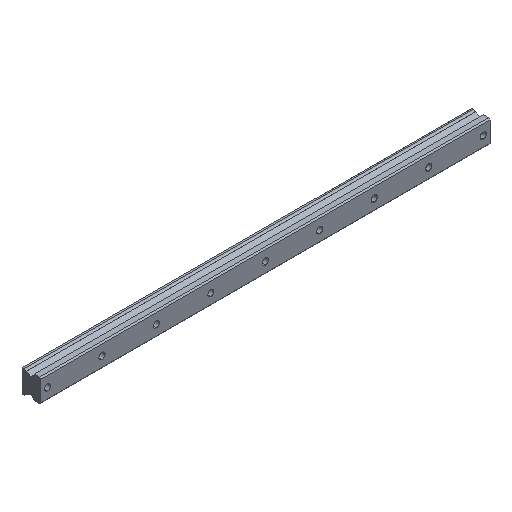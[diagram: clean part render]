
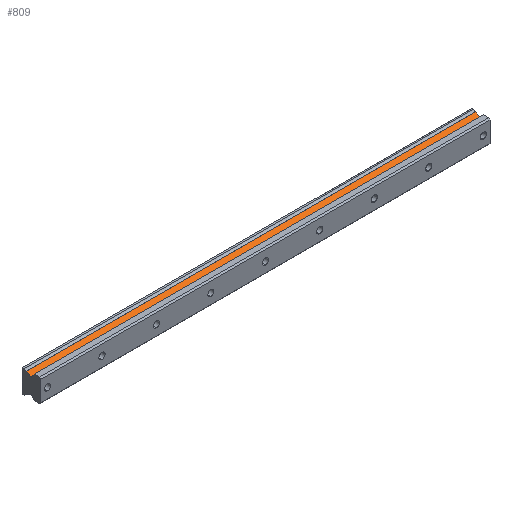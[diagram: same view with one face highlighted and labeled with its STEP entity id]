
A CAD part, isometric view. The second image highlights one B-rep face of the part: STEP entity #809.
In plain terms, the highlighted planar face has unit normal (0, -0.499, 0.867).
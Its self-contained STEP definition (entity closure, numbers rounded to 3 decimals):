
#34 = ORIENTED_EDGE ( 'NONE', *, *, #1572, .F. ) ;
#159 = EDGE_CURVE ( 'NONE', #935, #1007, #2275, .T. ) ;
#173 = EDGE_CURVE ( 'NONE', #804, #768, #312, .T. ) ;
#217 = EDGE_LOOP ( 'NONE', ( #34, #936, #1430, #1756 ) ) ;
#231 = CARTESIAN_POINT ( 'NONE',  ( -10., 14.475, 11.24 ) ) ;
#312 = LINE ( 'NONE', #1574, #621 ) ;
#316 = VECTOR ( 'NONE', #1532, 1000. ) ;
#351 = CARTESIAN_POINT ( 'NONE',  ( 650., 14.475, 11.24 ) ) ;
#368 = LINE ( 'NONE', #1103, #698 ) ;
#621 = VECTOR ( 'NONE', #1045, 1000. ) ;
#698 = VECTOR ( 'NONE', #1065, 1000. ) ;
#744 = AXIS2_PLACEMENT_3D ( 'NONE', #1961, #1643, #1999 ) ;
#768 = VERTEX_POINT ( 'NONE', #231 ) ;
#784 = PLANE ( 'NONE',  #744 ) ;
#804 = VERTEX_POINT ( 'NONE', #2165 ) ;
#809 = ADVANCED_FACE ( 'NONE', ( #1110 ), #784, .F. ) ;
#935 = VERTEX_POINT ( 'NONE', #1350 ) ;
#936 = ORIENTED_EDGE ( 'NONE', *, *, #159, .F. ) ;
#1007 = VERTEX_POINT ( 'NONE', #351 ) ;
#1018 = LINE ( 'NONE', #1195, #2145 ) ;
#1045 = DIRECTION ( 'NONE',  ( 0., -0.867, -0.499 ) ) ;
#1065 = DIRECTION ( 'NONE',  ( -1., 0., 0. ) ) ;
#1103 = CARTESIAN_POINT ( 'NONE',  ( 650., 14.475, 11.24 ) ) ;
#1110 = FACE_OUTER_BOUND ( 'NONE', #217, .T. ) ;
#1195 = CARTESIAN_POINT ( 'NONE',  ( 650., 21.02, 15.006 ) ) ;
#1350 = CARTESIAN_POINT ( 'NONE',  ( 650., 21.02, 15.006 ) ) ;
#1430 = ORIENTED_EDGE ( 'NONE', *, *, #1871, .F. ) ;
#1532 = DIRECTION ( 'NONE',  ( 0., -0.867, -0.499 ) ) ;
#1572 = EDGE_CURVE ( 'NONE', #1007, #768, #368, .T. ) ;
#1574 = CARTESIAN_POINT ( 'NONE',  ( -10., 21.02, 15.006 ) ) ;
#1643 = DIRECTION ( 'NONE',  ( 0., 0.499, -0.867 ) ) ;
#1756 = ORIENTED_EDGE ( 'NONE', *, *, #173, .T. ) ;
#1871 = EDGE_CURVE ( 'NONE', #804, #935, #1018, .T. ) ;
#1900 = DIRECTION ( 'NONE',  ( 1., 0., 0. ) ) ;
#1961 = CARTESIAN_POINT ( 'NONE',  ( 650., 21.02, 15.006 ) ) ;
#1999 = DIRECTION ( 'NONE',  ( 0., 0.867, 0.499 ) ) ;
#2145 = VECTOR ( 'NONE', #1900, 1000. ) ;
#2165 = CARTESIAN_POINT ( 'NONE',  ( -10., 21.02, 15.006 ) ) ;
#2239 = CARTESIAN_POINT ( 'NONE',  ( 650., 21.02, 15.006 ) ) ;
#2275 = LINE ( 'NONE', #2239, #316 ) ;
